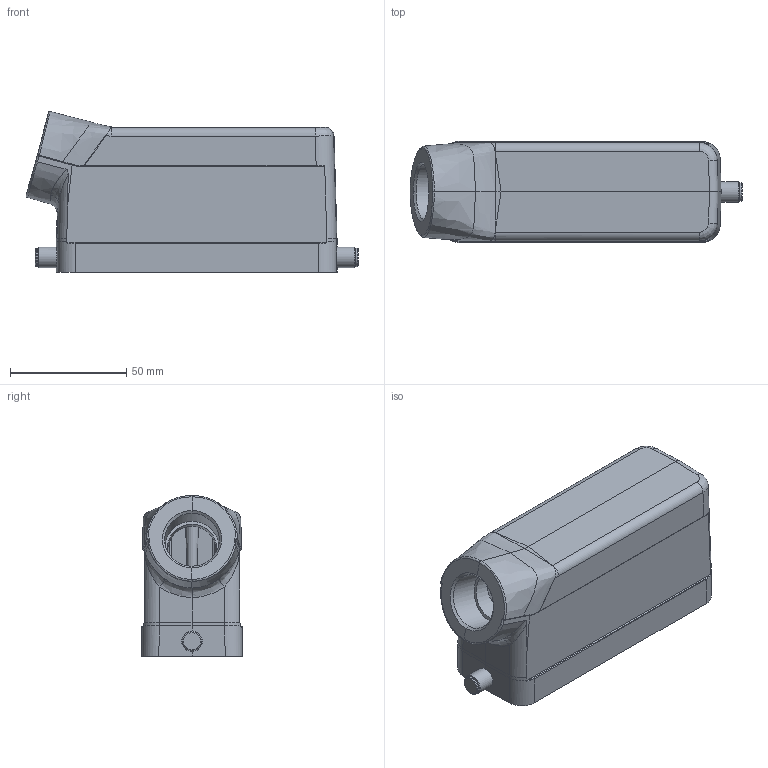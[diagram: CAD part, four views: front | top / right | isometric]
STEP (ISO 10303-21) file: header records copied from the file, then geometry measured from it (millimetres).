
FILE_DESCRIPTION(/* description */ (''),/* implementation_level */ '2;1');
FILE_NAME(/* name */ 'H24B-SE-2B-XXX.stp',/* time_stamp */ '2022-08-12T09:48:37+08:00',/* author */ (''),/* organization */ (''),/* preprocessor_version */ 'ST-DEVELOPER v16',/* originating_system */ 'SIEMENS PLM Software NX 10.0',/* authorisation */ '');
FILE_SCHEMA (('AP203_CONFIGURATION_CONTROLLED_3D_DESIGN_OF_MECHANICAL_PARTS_AND_ASSEMBLIES_MIM_LF { 1 0 10303 403 2 1 2}'));
Length unit declared in the file: millimetre
Products named in the file (1): Admi11682A00h7c9
Bounding box: 142.78 x 43.5 x 69.19 mm (x, y, z)
Volume: 88765.8 mm3; surface area: 50227.6 mm2
Topology: 1 solids, 1 shells, 230 faces, 560 edges, 335 vertices
Faces by surface type: bspline 87, cylinder 68, plane 65, cone 6, torus 4
Full cylindrical faces by diameter (mm): 3 x2, 3.5 x4, 5 x2, 5.05 x2, 8 x2, 8.8 x2, 20.999 x1, 23.499 x1
Entity records: 11920 total; most frequent: CARTESIAN_POINT 7249, ORIENTED_EDGE 1036, DIRECTION 782, EDGE_CURVE 518, VERTEX_POINT 325, AXIS2_PLACEMENT_3D 307, EDGE_LOOP 267, ADVANCED_FACE 230
